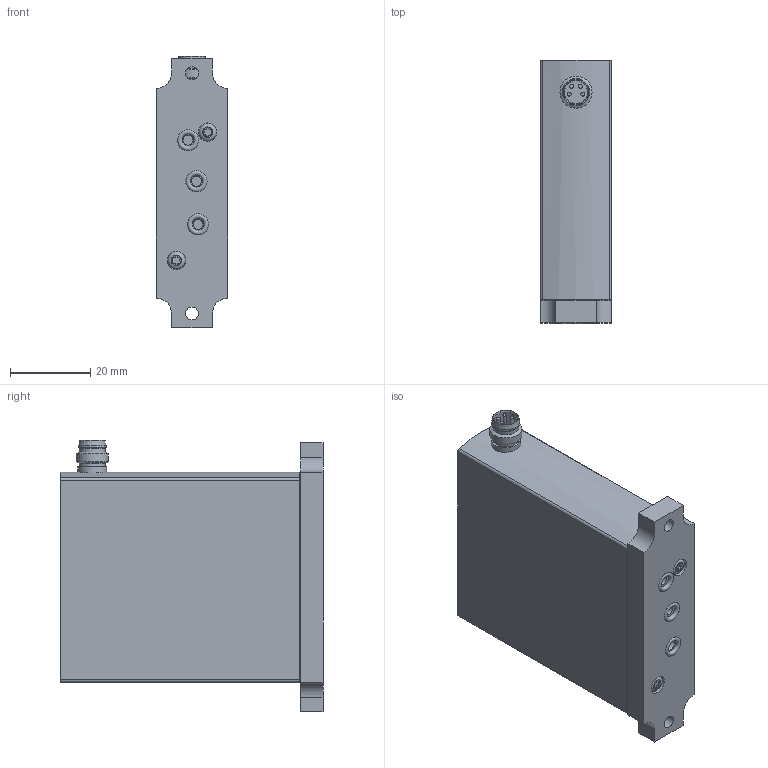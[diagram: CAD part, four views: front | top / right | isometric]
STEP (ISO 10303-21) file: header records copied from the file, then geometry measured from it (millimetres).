
FILE_DESCRIPTION(/* description */ ('STEP AP214'),/* implementation_level */ '2;1');
FILE_NAME(/* name */ '8067669_VEAB-B-26-D13-F-V1-1R1',/* time_stamp */ '2024-09-16T10:42:49+02:00',/* author */ ('License CC BY-ND 4.0'),/* organization */ ('CADENAS'),/* preprocessor_version */ 'ST-DEVELOPER v19.3',/* originating_system */ 'PARTsolutions',/* authorisation */ ' ');
FILE_SCHEMA (('AP242_MANAGED_MODEL_BASED_3D_ENGINEERING_MIM_LF { 1 0 10303 442 3 1 4 }','AUTOMOTIVE_DESIGN {1 0 10303 214 3 1 1}'));
Length unit declared in the file: millimetre
Products named in the file (2): 8067669 VEAB-B-26-D13-F-V1-1R1; 8067669 VEAB-B-26-D13-F-V1-1R1---P
Assembly tree (1 placements, depth 2):
  8067669 VEAB-B-26-D13-F-V1-1R1
    8067669 VEAB-B-26-D13-F-V1-1R1---P
Bounding box: 17.8 x 65.8 x 67.85 mm (x, y, z)
Volume: 61512 mm3; surface area: 12420.1 mm2
Topology: 1 solids, 1 shells, 121 faces, 269 edges, 176 vertices
Faces by surface type: cylinder 68, plane 42, cone 6, torus 5
Full cylindrical faces by diameter (mm): 1 x4, 2.5 x4, 3.2 x2, 3.3 x1, 4.25 x1, 4.4 x2, 4.6 x2, 5.3 x6, 5.8 x3, 6.5 x2, 6.9 x1, 7.2 x1, 8 x1
Entity records: 4043 total; most frequent: DIRECTION 606, CARTESIAN_POINT 523, ORIENTED_EDGE 442, AXIS2_PLACEMENT_3D 263, EDGE_CURVE 221, EDGE_LOOP 192, FACE_BOUND 192, VERTEX_POINT 169
